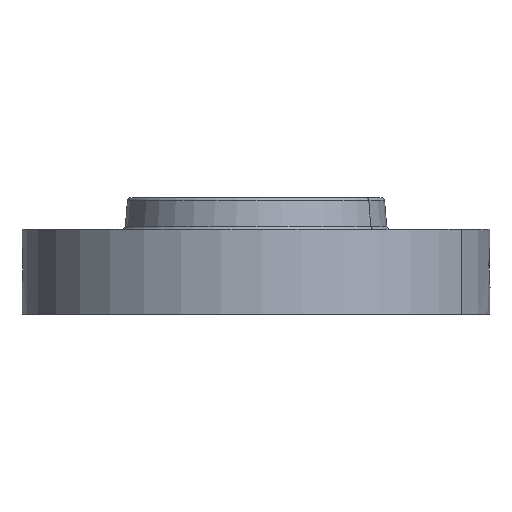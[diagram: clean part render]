
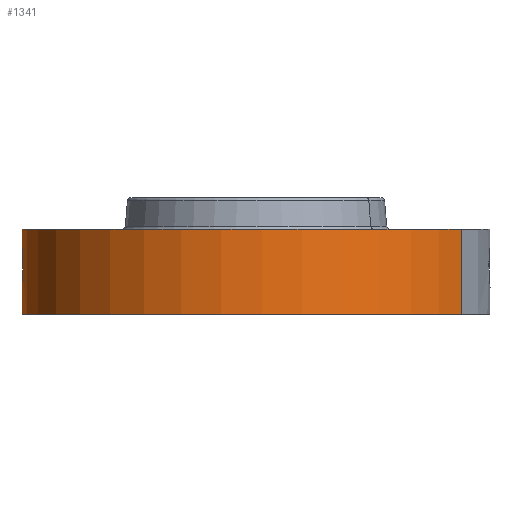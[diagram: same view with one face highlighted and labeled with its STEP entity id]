
A CAD part, left-side view. The second image highlights one B-rep face of the part: STEP entity #1341.
In plain terms, the highlighted cylindrical face has radius 104.775 mm (diameter 209.55 mm), a partial arc.
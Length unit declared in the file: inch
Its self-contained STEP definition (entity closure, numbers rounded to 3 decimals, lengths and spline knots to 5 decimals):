
#602=AXIS2_PLACEMENT_3D('Circle Axis2P3D',#600,#601,$) ;
#1199=AXIS2_PLACEMENT_3D('Cylinder Axis2P3D',#1196,#1197,#1198) ;
#1210=AXIS2_PLACEMENT_3D('Circle Axis2P3D',#1208,#1209,$) ;
#600=CARTESIAN_POINT('Axis2P3D Location',(0.,0.,0.06)) ;
#604=CARTESIAN_POINT('Vertex',(-1.97763,-3.62003,0.06)) ;
#606=CARTESIAN_POINT('Vertex',(1.97763,3.62003,0.06)) ;
#1196=CARTESIAN_POINT('Axis2P3D Location',(0.,0.,1.09)) ;
#1201=CARTESIAN_POINT('Line Origine',(-1.97763,-3.62003,0.81)) ;
#1205=CARTESIAN_POINT('Vertex',(-1.97763,-3.62003,1.56)) ;
#1208=CARTESIAN_POINT('Axis2P3D Location',(0.,0.,1.56)) ;
#1212=CARTESIAN_POINT('Vertex',(1.97763,3.62003,1.56)) ;
#1215=CARTESIAN_POINT('Line Origine',(1.97763,3.62003,0.81)) ;
#1227=CARTESIAN_POINT('Control Point',(-0.07083,4.12439,1.28694)) ;
#1228=CARTESIAN_POINT('Control Point',(-0.04778,4.12479,1.29166)) ;
#1229=CARTESIAN_POINT('Control Point',(-0.02425,4.125,1.29407)) ;
#1230=CARTESIAN_POINT('Control Point',(-0.00072,4.125,1.29412)) ;
#1231=CARTESIAN_POINT('Vertex',(-0.07079,4.12439,1.28695)) ;
#1233=CARTESIAN_POINT('Vertex',(-0.00072,4.125,1.29412)) ;
#1237=CARTESIAN_POINT('Control Point',(-0.07079,4.12439,1.28695)) ;
#1238=CARTESIAN_POINT('Control Point',(-0.10553,4.1238,1.28077)) ;
#1239=CARTESIAN_POINT('Control Point',(-0.13924,4.12277,1.26859)) ;
#1240=CARTESIAN_POINT('Control Point',(-0.17011,4.12149,1.25141)) ;
#1241=CARTESIAN_POINT('Vertex',(-0.17011,4.12149,1.25141)) ;
#1245=CARTESIAN_POINT('Control Point',(-0.17011,4.12149,1.25141)) ;
#1246=CARTESIAN_POINT('Control Point',(-0.18994,4.12067,1.24037)) ;
#1247=CARTESIAN_POINT('Control Point',(-0.20862,4.11976,1.22728)) ;
#1248=CARTESIAN_POINT('Control Point',(-0.22583,4.11881,1.21252)) ;
#1249=CARTESIAN_POINT('Vertex',(-0.22583,4.11881,1.21252)) ;
#1253=CARTESIAN_POINT('Control Point',(-0.35187,4.10997,0.97546)) ;
#1254=CARTESIAN_POINT('Control Point',(-0.34498,4.11055,1.04399)) ;
#1255=CARTESIAN_POINT('Control Point',(-0.32031,4.11268,1.11077)) ;
#1256=CARTESIAN_POINT('Control Point',(-0.27876,4.11591,1.16854)) ;
#1257=CARTESIAN_POINT('Control Point',(-0.22581,4.11881,1.21253)) ;
#1258=CARTESIAN_POINT('Vertex',(-0.35187,4.10997,0.97547)) ;
#1262=CARTESIAN_POINT('Control Point',(-0.02859,4.1249,0.53101)) ;
#1263=CARTESIAN_POINT('Control Point',(-0.07315,4.12459,0.53676)) ;
#1264=CARTESIAN_POINT('Control Point',(-0.11661,4.12369,0.54961)) ;
#1265=CARTESIAN_POINT('Control Point',(-0.15731,4.12226,0.56919)) ;
#1266=CARTESIAN_POINT('Control Point',(-0.21841,4.11943,0.61087)) ;
#1267=CARTESIAN_POINT('Control Point',(-0.26709,4.11641,0.66466)) ;
#1268=CARTESIAN_POINT('Control Point',(-0.28432,4.11523,0.68767)) ;
#1269=CARTESIAN_POINT('Control Point',(-0.32571,4.11223,0.75466)) ;
#1270=CARTESIAN_POINT('Control Point',(-0.34973,4.11017,0.82919)) ;
#1271=CARTESIAN_POINT('Control Point',(-0.35771,4.10945,0.87822)) ;
#1272=CARTESIAN_POINT('Control Point',(-0.35839,4.10941,0.92742)) ;
#1273=CARTESIAN_POINT('Control Point',(-0.35187,4.10997,0.97547)) ;
#1274=CARTESIAN_POINT('Vertex',(-0.02859,4.1249,0.53101)) ;
#1278=CARTESIAN_POINT('Control Point',(-0.02859,4.1249,0.53101)) ;
#1279=CARTESIAN_POINT('Control Point',(-0.01905,4.12497,0.53085)) ;
#1280=CARTESIAN_POINT('Control Point',(-0.00951,4.125,0.53097)) ;
#1281=CARTESIAN_POINT('Control Point',(0.,4.125,0.53137)) ;
#1282=CARTESIAN_POINT('Vertex',(0.,4.125,0.53137)) ;
#1286=CARTESIAN_POINT('Control Point',(0.19506,4.12039,0.58296)) ;
#1287=CARTESIAN_POINT('Control Point',(0.13493,4.12323,0.55166)) ;
#1288=CARTESIAN_POINT('Control Point',(0.06787,4.125,0.53425)) ;
#1289=CARTESIAN_POINT('Control Point',(0.,4.125,0.53137)) ;
#1290=CARTESIAN_POINT('Vertex',(0.19506,4.12039,0.58296)) ;
#1294=CARTESIAN_POINT('Control Point',(0.27774,4.11564,0.63882)) ;
#1295=CARTESIAN_POINT('Control Point',(0.25244,4.11735,0.61704)) ;
#1296=CARTESIAN_POINT('Control Point',(0.22459,4.11899,0.59833)) ;
#1297=CARTESIAN_POINT('Control Point',(0.19506,4.12039,0.58296)) ;
#1298=CARTESIAN_POINT('Vertex',(0.27774,4.11564,0.63882)) ;
#1302=CARTESIAN_POINT('Control Point',(0.27774,4.11564,0.63882)) ;
#1303=CARTESIAN_POINT('Control Point',(0.34608,4.11103,0.7065)) ;
#1304=CARTESIAN_POINT('Control Point',(0.3925,4.10633,0.79517)) ;
#1305=CARTESIAN_POINT('Control Point',(0.41234,4.10434,0.89185)) ;
#1306=CARTESIAN_POINT('Control Point',(0.40655,4.10492,0.9879)) ;
#1307=CARTESIAN_POINT('Vertex',(0.40655,4.10492,0.9879)) ;
#1311=CARTESIAN_POINT('Control Point',(0.40655,4.10492,0.9879)) ;
#1312=CARTESIAN_POINT('Control Point',(0.3967,4.10589,1.03993)) ;
#1313=CARTESIAN_POINT('Control Point',(0.37711,4.1078,1.0898)) ;
#1314=CARTESIAN_POINT('Control Point',(0.34868,4.11044,1.13488)) ;
#1315=CARTESIAN_POINT('Control Point',(0.2726,4.11655,1.21937)) ;
#1316=CARTESIAN_POINT('Control Point',(0.17368,4.1219,1.27164)) ;
#1317=CARTESIAN_POINT('Control Point',(0.1165,4.12399,1.28951)) ;
#1318=CARTESIAN_POINT('Control Point',(0.05783,4.125,1.29699)) ;
#1319=CARTESIAN_POINT('Control Point',(-0.00003,4.125,1.29415)) ;
#1320=CARTESIAN_POINT('Vertex',(-0.00003,4.125,1.29415)) ;
#1324=CARTESIAN_POINT('Control Point',(-0.00072,4.125,1.29412)) ;
#1325=CARTESIAN_POINT('Control Point',(-0.00037,4.125,1.29414)) ;
#1326=CARTESIAN_POINT('Control Point',(-0.00003,4.125,1.29415)) ;
#601=DIRECTION('Axis2P3D Direction',(0.,0.,-0.039)) ;
#1197=DIRECTION('Axis2P3D Direction',(0.,0.,-0.039)) ;
#1198=DIRECTION('Axis2P3D XDirection',(0.019,0.035,0.)) ;
#1202=DIRECTION('Vector Direction',(0.,0.,-0.039)) ;
#1209=DIRECTION('Axis2P3D Direction',(0.,0.,-0.039)) ;
#1216=DIRECTION('Vector Direction',(0.,0.,-0.039)) ;
#1203=VECTOR('Line Direction',#1202,0.03937) ;
#1217=VECTOR('Line Direction',#1216,0.03937) ;
#1221=ORIENTED_EDGE('',*,*,#608,.F.) ;
#1222=ORIENTED_EDGE('',*,*,#1207,.T.) ;
#1223=ORIENTED_EDGE('',*,*,#1214,.T.) ;
#1224=ORIENTED_EDGE('',*,*,#1219,.F.) ;
#1329=ORIENTED_EDGE('',*,*,#1235,.F.) ;
#1330=ORIENTED_EDGE('',*,*,#1243,.T.) ;
#1331=ORIENTED_EDGE('',*,*,#1251,.T.) ;
#1332=ORIENTED_EDGE('',*,*,#1260,.F.) ;
#1333=ORIENTED_EDGE('',*,*,#1276,.F.) ;
#1334=ORIENTED_EDGE('',*,*,#1284,.T.) ;
#1335=ORIENTED_EDGE('',*,*,#1292,.F.) ;
#1336=ORIENTED_EDGE('',*,*,#1300,.F.) ;
#1337=ORIENTED_EDGE('',*,*,#1309,.T.) ;
#1338=ORIENTED_EDGE('',*,*,#1322,.T.) ;
#1339=ORIENTED_EDGE('',*,*,#1327,.F.) ;
#1340=FACE_BOUND('',#1328,.T.) ;
#1341=ADVANCED_FACE('PartBody',(#1225,#1340),#1200,.T.) ;
#1226=B_SPLINE_CURVE_WITH_KNOTS('',3,(#1227,#1228,#1229,#1230),.UNSPECIFIED.,.F.,.U.,(4,4),(3.91175,6.52241),.UNSPECIFIED.) ;
#1236=B_SPLINE_CURVE_WITH_KNOTS('',3,(#1237,#1238,#1239,#1240),.UNSPECIFIED.,.F.,.U.,(4,4),(0.,3.96494),.UNSPECIFIED.) ;
#1244=B_SPLINE_CURVE_WITH_KNOTS('',3,(#1245,#1246,#1247,#1248),.UNSPECIFIED.,.F.,.U.,(4,4),(0.,2.54842),.UNSPECIFIED.) ;
#1252=B_SPLINE_CURVE_WITH_KNOTS('',4,(#1253,#1254,#1255,#1256,#1257),.UNSPECIFIED.,.F.,.U.,(5,5),(14.82797,25.02238),.UNSPECIFIED.) ;
#1261=B_SPLINE_CURVE_WITH_KNOTS('',5,(#1262,#1263,#1264,#1265,#1266,#1267,#1268,#1269,#1270,#1271,#1272,#1273),.UNSPECIFIED.,.F.,.U.,(6,3,3,6),(0.,7.80986,12.97248,22.05752),.UNSPECIFIED.) ;
#1277=B_SPLINE_CURVE_WITH_KNOTS('',3,(#1278,#1279,#1280,#1281),.UNSPECIFIED.,.F.,.U.,(4,4),(0.,0.99458),.UNSPECIFIED.) ;
#1285=B_SPLINE_CURVE_WITH_KNOTS('',3,(#1286,#1287,#1288,#1289),.UNSPECIFIED.,.F.,.U.,(4,4),(0.,7.09287),.UNSPECIFIED.) ;
#1293=B_SPLINE_CURVE_WITH_KNOTS('',3,(#1294,#1295,#1296,#1297),.UNSPECIFIED.,.F.,.U.,(4,4),(0.,3.48392),.UNSPECIFIED.) ;
#1301=B_SPLINE_CURVE_WITH_KNOTS('',4,(#1302,#1303,#1304,#1305,#1306),.UNSPECIFIED.,.F.,.U.,(5,5),(0.,13.38038),.UNSPECIFIED.) ;
#1310=B_SPLINE_CURVE_WITH_KNOTS('',5,(#1311,#1312,#1313,#1314,#1315,#1316,#1317,#1318,#1319),.UNSPECIFIED.,.F.,.U.,(6,3,6),(0.,9.20582,20.02108),.UNSPECIFIED.) ;
#1323=B_SPLINE_CURVE_WITH_KNOTS('',2,(#1324,#1325,#1326),.UNSPECIFIED.,.F.,.U.,(3,3),(1.12444,1.15029),.UNSPECIFIED.) ;
#603=CIRCLE('generated circle',#602,4.125) ;
#1211=CIRCLE('generated circle',#1210,4.125) ;
#1200=CYLINDRICAL_SURFACE('generated cylinder',#1199,4.125) ;
#608=EDGE_CURVE('',#605,#607,#603,.T.) ;
#1207=EDGE_CURVE('',#605,#1206,#1204,.F.) ;
#1214=EDGE_CURVE('',#1206,#1213,#1211,.T.) ;
#1219=EDGE_CURVE('',#607,#1213,#1218,.F.) ;
#1235=EDGE_CURVE('',#1232,#1234,#1226,.T.) ;
#1243=EDGE_CURVE('',#1232,#1242,#1236,.T.) ;
#1251=EDGE_CURVE('',#1242,#1250,#1244,.T.) ;
#1260=EDGE_CURVE('',#1259,#1250,#1252,.T.) ;
#1276=EDGE_CURVE('',#1275,#1259,#1261,.T.) ;
#1284=EDGE_CURVE('',#1275,#1283,#1277,.T.) ;
#1292=EDGE_CURVE('',#1291,#1283,#1285,.T.) ;
#1300=EDGE_CURVE('',#1299,#1291,#1293,.T.) ;
#1309=EDGE_CURVE('',#1299,#1308,#1301,.T.) ;
#1322=EDGE_CURVE('',#1308,#1321,#1310,.T.) ;
#1327=EDGE_CURVE('',#1234,#1321,#1323,.T.) ;
#1220=EDGE_LOOP('',(#1221,#1222,#1223,#1224)) ;
#1328=EDGE_LOOP('',(#1329,#1330,#1331,#1332,#1333,#1334,#1335,#1336,#1337,#1338,#1339)) ;
#1225=FACE_OUTER_BOUND('',#1220,.T.) ;
#1204=LINE('Line',#1201,#1203) ;
#1218=LINE('Line',#1215,#1217) ;
#605=VERTEX_POINT('',#604) ;
#607=VERTEX_POINT('',#606) ;
#1206=VERTEX_POINT('',#1205) ;
#1213=VERTEX_POINT('',#1212) ;
#1232=VERTEX_POINT('',#1231) ;
#1234=VERTEX_POINT('',#1233) ;
#1242=VERTEX_POINT('',#1241) ;
#1250=VERTEX_POINT('',#1249) ;
#1259=VERTEX_POINT('',#1258) ;
#1275=VERTEX_POINT('',#1274) ;
#1283=VERTEX_POINT('',#1282) ;
#1291=VERTEX_POINT('',#1290) ;
#1299=VERTEX_POINT('',#1298) ;
#1308=VERTEX_POINT('',#1307) ;
#1321=VERTEX_POINT('',#1320) ;
